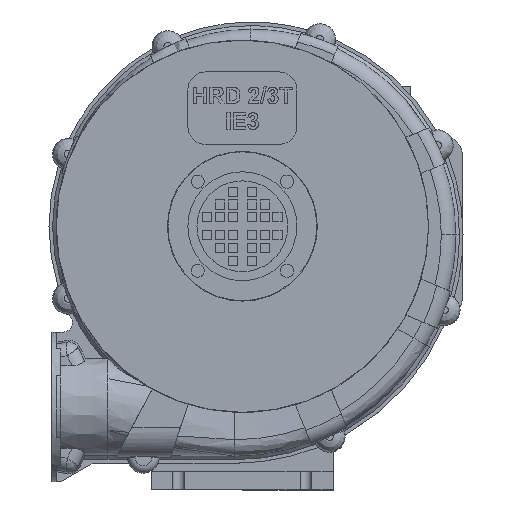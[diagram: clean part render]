
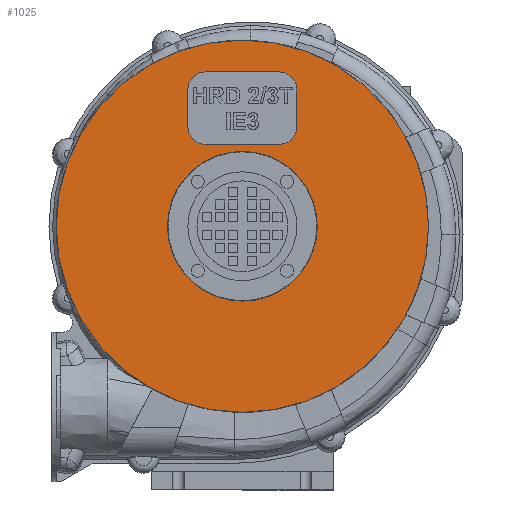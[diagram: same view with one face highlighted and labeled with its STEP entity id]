
A CAD part, top view. The second image highlights one B-rep face of the part: STEP entity #1025.
In plain terms, the highlighted planar face has unit normal (0, 0, 1).
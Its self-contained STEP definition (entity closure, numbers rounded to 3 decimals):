
#928=CARTESIAN_POINT('',(0.,-15.,141.));
#929=DIRECTION('',(0.0,0.0,-1.0));
#930=DIRECTION('',(-1.0,0.0,0.0));
#931=AXIS2_PLACEMENT_3D('',#928,#929,#930);
#932=PLANE('',#931);
#933=CARTESIAN_POINT('',(205.0,-15.,141.));
#934=VERTEX_POINT('',#933);
#935=CARTESIAN_POINT('',(0.,-15.,141.));
#936=DIRECTION('',(0.0,0.0,-1.0));
#937=DIRECTION('',(-1.0,0.0,0.0));
#938=AXIS2_PLACEMENT_3D('',#935,#936,#937);
#939=CIRCLE('',#938,205.0);
#940=EDGE_CURVE('',#934,#934,#939,.T.);
#941=ORIENTED_EDGE('',*,*,#940,.F.);
#942=EDGE_LOOP('',(#941));
#943=FACE_OUTER_BOUND('',#942,.T.);
#944=CARTESIAN_POINT('',(82.5,-15.,141.));
#945=VERTEX_POINT('',#944);
#946=CARTESIAN_POINT('',(0.,-15.,141.));
#947=DIRECTION('',(0.0,0.0,-1.0));
#948=DIRECTION('',(-1.0,0.0,0.0));
#949=AXIS2_PLACEMENT_3D('',#946,#947,#948);
#950=CIRCLE('',#949,82.5);
#951=EDGE_CURVE('',#945,#945,#950,.T.);
#952=ORIENTED_EDGE('',*,*,#951,.T.);
#953=EDGE_LOOP('',(#952));
#954=FACE_BOUND('',#953,.T.);
#955=CARTESIAN_POINT('',(60.,135.,141.));
#956=VERTEX_POINT('',#955);
#957=CARTESIAN_POINT('',(40.,155.,141.));
#958=VERTEX_POINT('',#957);
#959=CARTESIAN_POINT('',(40.,135.,141.));
#960=DIRECTION('',(0.,0.,1.0));
#961=DIRECTION('',(0.707,0.707,0.));
#962=AXIS2_PLACEMENT_3D('',#959,#960,#961);
#963=CIRCLE('',#962,20.);
#964=EDGE_CURVE('',#956,#958,#963,.T.);
#965=ORIENTED_EDGE('',*,*,#964,.F.);
#966=CARTESIAN_POINT('',(60.,95.,141.));
#967=VERTEX_POINT('',#966);
#968=CARTESIAN_POINT('',(60.,95.,141.));
#969=DIRECTION('',(0.0,1.0,0.0));
#970=VECTOR('',#969,40.);
#971=LINE('',#968,#970);
#972=EDGE_CURVE('',#967,#956,#971,.T.);
#973=ORIENTED_EDGE('',*,*,#972,.F.);
#974=CARTESIAN_POINT('',(40.,75.,141.));
#975=VERTEX_POINT('',#974);
#976=CARTESIAN_POINT('',(40.,95.,141.));
#977=DIRECTION('',(0.,0.,1.0));
#978=DIRECTION('',(0.707,-0.707,0.));
#979=AXIS2_PLACEMENT_3D('',#976,#977,#978);
#980=CIRCLE('',#979,20.0);
#981=EDGE_CURVE('',#975,#967,#980,.T.);
#982=ORIENTED_EDGE('',*,*,#981,.F.);
#983=CARTESIAN_POINT('',(-40.,75.,141.));
#984=VERTEX_POINT('',#983);
#985=CARTESIAN_POINT('',(-40.,75.,141.));
#986=DIRECTION('',(1.0,0.0,0.0));
#987=VECTOR('',#986,80.0);
#988=LINE('',#985,#987);
#989=EDGE_CURVE('',#984,#975,#988,.T.);
#990=ORIENTED_EDGE('',*,*,#989,.F.);
#991=CARTESIAN_POINT('',(-60.,95.,141.));
#992=VERTEX_POINT('',#991);
#993=CARTESIAN_POINT('',(-40.,95.,141.));
#994=DIRECTION('',(0.,0.,1.0));
#995=DIRECTION('',(-0.707,-0.707,0.));
#996=AXIS2_PLACEMENT_3D('',#993,#994,#995);
#997=CIRCLE('',#996,20.);
#998=EDGE_CURVE('',#992,#984,#997,.T.);
#999=ORIENTED_EDGE('',*,*,#998,.F.);
#1000=CARTESIAN_POINT('',(-60.,135.,141.));
#1001=VERTEX_POINT('',#1000);
#1002=CARTESIAN_POINT('',(-60.,135.,141.));
#1003=DIRECTION('',(0.0,-1.0,0.0));
#1004=VECTOR('',#1003,40.0);
#1005=LINE('',#1002,#1004);
#1006=EDGE_CURVE('',#1001,#992,#1005,.T.);
#1007=ORIENTED_EDGE('',*,*,#1006,.F.);
#1008=CARTESIAN_POINT('',(-40.,155.,141.));
#1009=VERTEX_POINT('',#1008);
#1010=CARTESIAN_POINT('',(-40.,135.,141.));
#1011=DIRECTION('',(0.,0.,1.0));
#1012=DIRECTION('',(-0.707,0.707,0.));
#1013=AXIS2_PLACEMENT_3D('',#1010,#1011,#1012);
#1014=CIRCLE('',#1013,20.);
#1015=EDGE_CURVE('',#1009,#1001,#1014,.T.);
#1016=ORIENTED_EDGE('',*,*,#1015,.F.);
#1017=CARTESIAN_POINT('',(40.,155.,141.));
#1018=DIRECTION('',(-1.0,0.0,0.0));
#1019=VECTOR('',#1018,80.0);
#1020=LINE('',#1017,#1019);
#1021=EDGE_CURVE('',#958,#1009,#1020,.T.);
#1022=ORIENTED_EDGE('',*,*,#1021,.F.);
#1023=EDGE_LOOP('',(#965,#973,#982,#990,#999,#1007,#1016,#1022));
#1024=FACE_BOUND('',#1023,.T.);
#1025=ADVANCED_FACE('',(#943,#954,#1024),#932,.F.);
